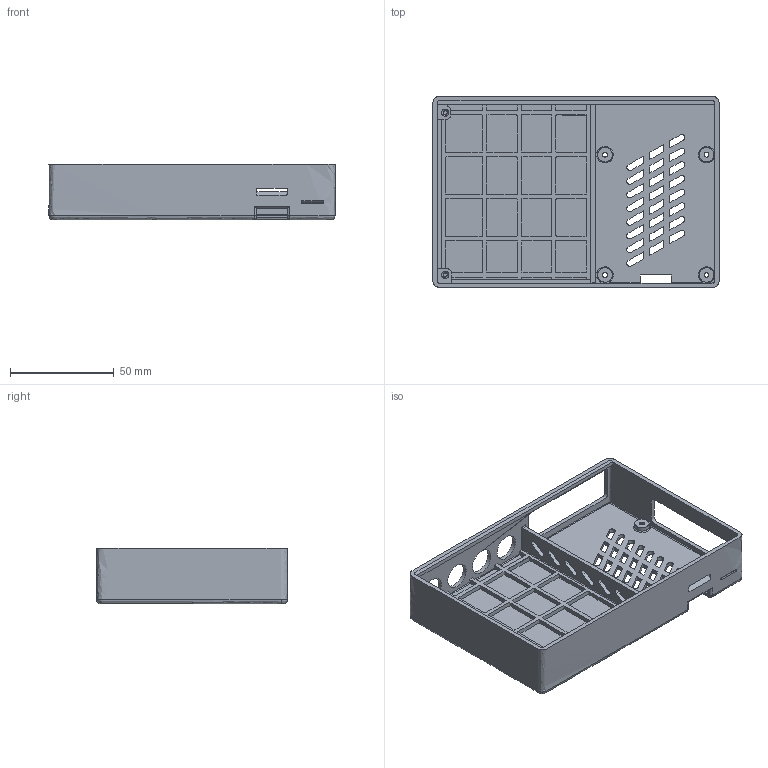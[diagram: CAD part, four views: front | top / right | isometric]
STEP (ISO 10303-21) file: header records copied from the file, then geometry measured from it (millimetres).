
FILE_DESCRIPTION(/* description */ (''),/* implementation_level */ '2;1');
FILE_NAME(/* name */ 'shieldXL_case_jp_v1.5.1',/* time_stamp */ '2023-08-20T22:00:24-07:00',/* author */ (''),/* organization */ (''),/* preprocessor_version */ 'ST-DEVELOPER v16.5',/* originating_system */ 'Rhino 7.32',/* authorisation */ '');
FILE_SCHEMA (('CONFIG_CONTROL_DESIGN'));
Length unit declared in the file: millimetre
Products named in the file (1): Document
Bounding box: 138 x 92 x 26.9 mm (x, y, z)
Volume: 42879.6 mm3; surface area: 50885.7 mm2
Topology: 1 solids, 1 shells, 557 faces, 1529 edges, 1001 vertices
Faces by surface type: plane 255, cylinder 197, bspline 105
Full cylindrical faces by diameter (mm): 2.3 x26, 2.8 x4, 5.25 x4, 7 x4, 10.995 x4, 12.462 x4
Entity records: 25749 total; most frequent: CARTESIAN_POINT 16193, ORIENTED_EDGE 3058, EDGE_CURVE 1529, VERTEX_POINT 1001, B_SPLINE_CURVE_WITH_KNOTS 721, EDGE_LOOP 672, ADVANCED_FACE 557, FACE_OUTER_BOUND 557
